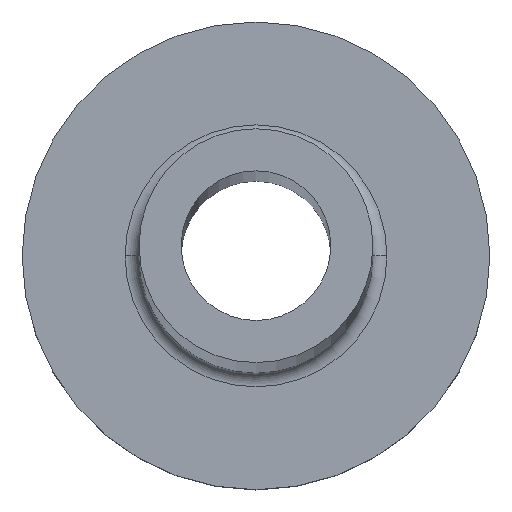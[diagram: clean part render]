
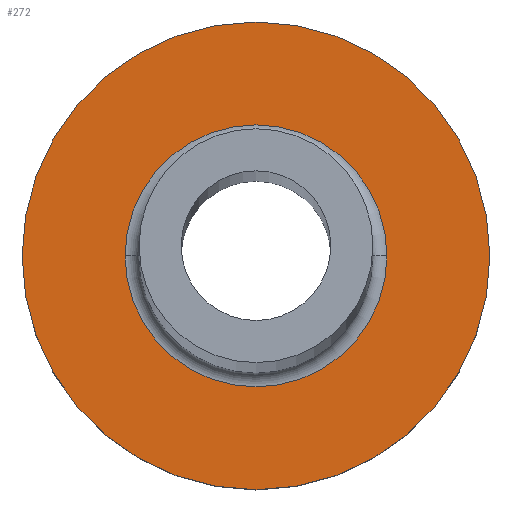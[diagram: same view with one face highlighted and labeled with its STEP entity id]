
A CAD part, top view. The second image highlights one B-rep face of the part: STEP entity #272.
In plain terms, the highlighted planar face has unit normal (0, 0, 1).
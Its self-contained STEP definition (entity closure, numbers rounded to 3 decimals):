
#9 = CARTESIAN_POINT ( 'NONE',  ( 0., 0., 3. ) ) ;
#27 = CARTESIAN_POINT ( 'NONE',  ( 0., 0., 3. ) ) ;
#34 = AXIS2_PLACEMENT_3D ( 'NONE', #9, #235, #337 ) ;
#40 = EDGE_CURVE ( 'NONE', #42, #304, #342, .T. ) ;
#42 = VERTEX_POINT ( 'NONE', #187 ) ;
#54 = DIRECTION ( 'NONE',  ( 0., 0., 1. ) ) ;
#64 = VERTEX_POINT ( 'NONE', #173 ) ;
#73 = EDGE_CURVE ( 'NONE', #64, #162, #353, .T. ) ;
#75 = EDGE_LOOP ( 'NONE', ( #156, #233 ) ) ;
#90 = CARTESIAN_POINT ( 'NONE',  ( -5., 0., 3. ) ) ;
#108 = EDGE_CURVE ( 'NONE', #304, #42, #326, .T. ) ;
#113 = DIRECTION ( 'NONE',  ( 1., 0., 0. ) ) ;
#128 = AXIS2_PLACEMENT_3D ( 'NONE', #139, #195, #113 ) ;
#133 = EDGE_LOOP ( 'NONE', ( #281, #278 ) ) ;
#139 = CARTESIAN_POINT ( 'NONE',  ( 0., 0., 3. ) ) ;
#141 = DIRECTION ( 'NONE',  ( 1., 0., 0. ) ) ;
#148 = AXIS2_PLACEMENT_3D ( 'NONE', #27, #194, #218 ) ;
#156 = ORIENTED_EDGE ( 'NONE', *, *, #267, .T. ) ;
#162 = VERTEX_POINT ( 'NONE', #90 ) ;
#173 = CARTESIAN_POINT ( 'NONE',  ( 5., 0., 3. ) ) ;
#175 = DIRECTION ( 'NONE',  ( 0., 0., 1. ) ) ;
#177 = FACE_BOUND ( 'NONE', #133, .T. ) ;
#179 = AXIS2_PLACEMENT_3D ( 'NONE', #292, #54, #141 ) ;
#180 = FACE_OUTER_BOUND ( 'NONE', #75, .T. ) ;
#187 = CARTESIAN_POINT ( 'NONE',  ( -2.8, 0., 3. ) ) ;
#194 = DIRECTION ( 'NONE',  ( 0., 0., -1. ) ) ;
#195 = DIRECTION ( 'NONE',  ( 0., 0., -1. ) ) ;
#209 = PLANE ( 'NONE',  #34 ) ;
#211 = DIRECTION ( 'NONE',  ( 1., 0., 0. ) ) ;
#218 = DIRECTION ( 'NONE',  ( 1., 0., 0. ) ) ;
#233 = ORIENTED_EDGE ( 'NONE', *, *, #73, .T. ) ;
#235 = DIRECTION ( 'NONE',  ( 0., 0., 1. ) ) ;
#267 = EDGE_CURVE ( 'NONE', #162, #64, #376, .T. ) ;
#272 = ADVANCED_FACE ( 'NONE', ( #177, #180 ), #209, .T. ) ;
#273 = CARTESIAN_POINT ( 'NONE',  ( 2.8, 0., 3. ) ) ;
#278 = ORIENTED_EDGE ( 'NONE', *, *, #40, .T. ) ;
#281 = ORIENTED_EDGE ( 'NONE', *, *, #108, .T. ) ;
#292 = CARTESIAN_POINT ( 'NONE',  ( 0., 0., 3. ) ) ;
#294 = AXIS2_PLACEMENT_3D ( 'NONE', #366, #175, #211 ) ;
#304 = VERTEX_POINT ( 'NONE', #273 ) ;
#326 = CIRCLE ( 'NONE', #128, 2.8 ) ;
#337 = DIRECTION ( 'NONE',  ( 1., 0., 0. ) ) ;
#342 = CIRCLE ( 'NONE', #148, 2.8 ) ;
#353 = CIRCLE ( 'NONE', #179, 5. ) ;
#366 = CARTESIAN_POINT ( 'NONE',  ( 0., 0., 3. ) ) ;
#376 = CIRCLE ( 'NONE', #294, 5. ) ;
